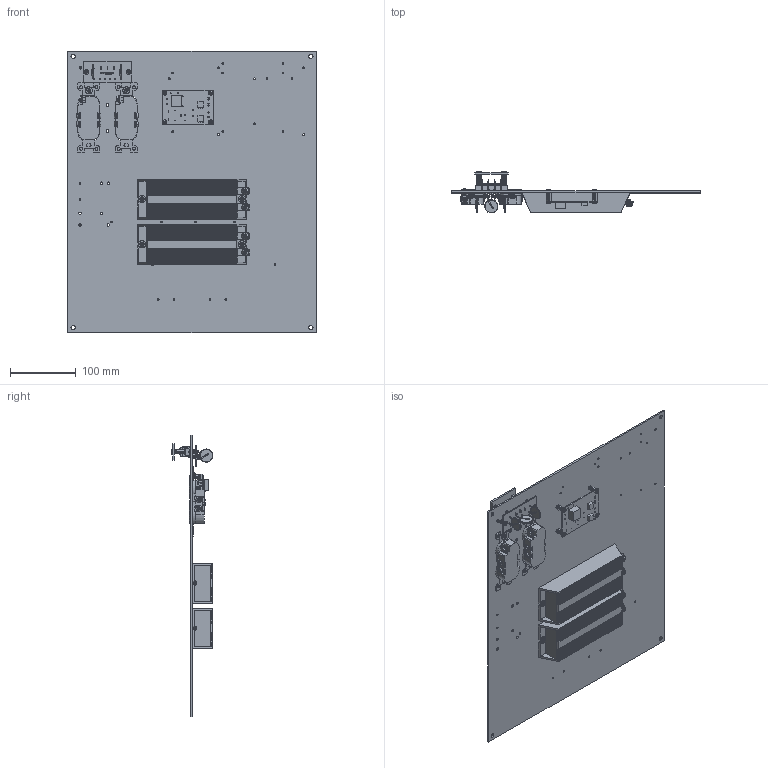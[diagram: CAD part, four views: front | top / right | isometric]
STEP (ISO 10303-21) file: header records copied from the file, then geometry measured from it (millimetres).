
FILE_DESCRIPTION (( 'STEP AP214' ), '1' );
FILE_NAME ('TEF18-RP1HFS.STEP', '2019-05-09T14:06:49', ( '' ), ( '' ), 'SwSTEP 2.0', 'SolidWorks 2018', '' );
FILE_SCHEMA (( 'AUTOMOTIVE_DESIGN' ));
Length unit declared in the file: inch
Products named in the file (20): XFN-0022; XHIC-HTR110; X-PCB-HYP285; XLBL-F704-UL_With Actual Text; HYP286_pcb; XMH-0010; XF797-02; XFN-0013; XCTB-0002; XFW-0004; TEF18-RP1HFS; X-ASSY-HYP285-1; 1AW05-083_With Actual Text; 1AW05-082_With Actual Text; XFS-0012; XFW-0009; XF685-01; XFN-0021; XERZ-V20D241; XFS-0017
Assembly tree (51 placements, depth 3):
  TEF18-RP1HFS
    XF685-01
    XCTB-0002
    XFN-0013  x2
    XMH-0010  x2
    XF797-02
    XFS-0017  x19
    1AW05-082_With Actual Text
    1AW05-083_With Actual Text
    XLBL-F704-UL_With Actual Text
    X-ASSY-HYP285-1
      X-PCB-HYP285
      XERZ-V20D241  x3
    XFN-0022  x2
    XFW-0009  x2
    XFS-0012  x2
    XHIC-HTR110  x2
    XFW-0004  x4
    XFN-0021  x4
    HYP286_pcb
Bounding box: 377.82 x 63.71 x 428.62 mm (x, y, z)
Volume: 1027410.2 mm3; surface area: 461509.7 mm2
Topology: 50 solids, 50 shells, 4448 faces, 10803 edges, 6616 vertices
Faces by surface type: plane 1644, cone 1242, cylinder 950, bspline 310, torus 273, sphere 29
Entity records: 103502 total; most frequent: CARTESIAN_POINT 29108, ORIENTED_EDGE 11720, DIRECTION 10673, EDGE_CURVE 5860, VERTEX_POINT 3739, AXIS2_PLACEMENT_3D 3614, VECTOR 3445, LINE 3445
